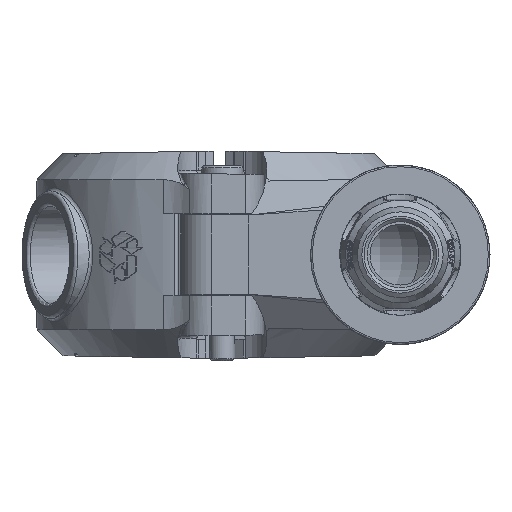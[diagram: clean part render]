
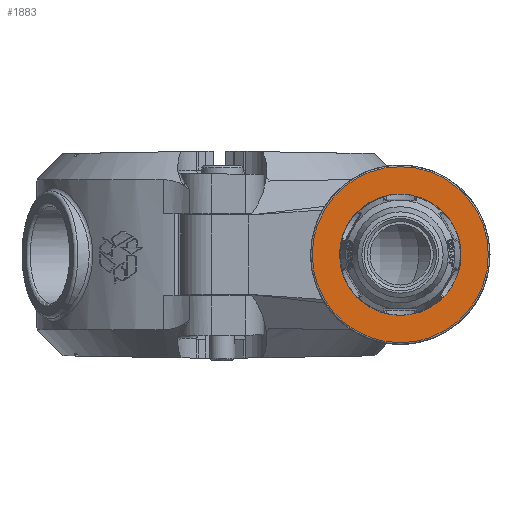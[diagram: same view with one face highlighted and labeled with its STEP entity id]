
A CAD part, front view. The second image highlights one B-rep face of the part: STEP entity #1883.
In plain terms, the highlighted planar face has unit normal (0, -1, 0).
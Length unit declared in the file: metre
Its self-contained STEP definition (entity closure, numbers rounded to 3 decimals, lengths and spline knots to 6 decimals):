
#1883=ADVANCED_FACE('',(#5423,#5424),#5425,.F.);
#5423=FACE_BOUND('',#11373,.T.);
#5424=FACE_OUTER_BOUND('',#11374,.T.);
#5425=PLANE('',#11375);
#11373=EDGE_LOOP('',(#25456));
#11374=EDGE_LOOP('',(#25457));
#11375=AXIS2_PLACEMENT_3D('',#25458,#25459,#25460);
#25456=ORIENTED_EDGE('',*,*,#42628,.F.);
#25457=ORIENTED_EDGE('',*,*,#42626,.T.);
#25458=CARTESIAN_POINT('',(0.042696,-0.115262,0.016254));
#25459=DIRECTION('',(-0.0,1.0,0.0));
#25460=DIRECTION('',(0.,0.0,1.0));
#42626=EDGE_CURVE('',#49781,#49781,#49782,.F.);
#42628=EDGE_CURVE('',#49784,#49784,#49785,.F.);
#49781=VERTEX_POINT('',#64902);
#49782=CIRCLE('',#64903,0.027581);
#49784=VERTEX_POINT('',#64905);
#49785=CIRCLE('',#64906,0.018481);
#64902=CARTESIAN_POINT('',(0.070276,-0.115262,0.016254));
#64903=AXIS2_PLACEMENT_3D('',#87482,#87483,#87484);
#64905=CARTESIAN_POINT('',(0.061176,-0.115262,0.016254));
#64906=AXIS2_PLACEMENT_3D('',#87485,#87486,#87487);
#87482=CARTESIAN_POINT('',(0.042696,-0.115262,0.016254));
#87483=DIRECTION('',(0.0,1.0,0.0));
#87484=DIRECTION('',(1.0,0.0,0.));
#87485=CARTESIAN_POINT('',(0.042696,-0.115262,0.016254));
#87486=DIRECTION('',(0.0,1.0,0.0));
#87487=DIRECTION('',(1.0,0.0,0.));
